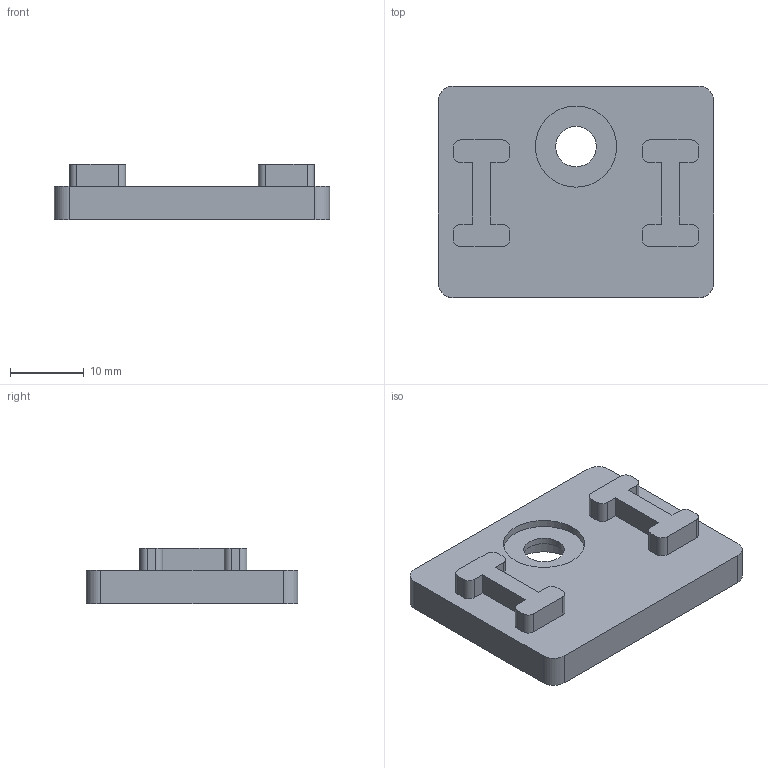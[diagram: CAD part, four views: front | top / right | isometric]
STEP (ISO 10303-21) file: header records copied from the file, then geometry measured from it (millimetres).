
FILE_DESCRIPTION (( 'STEP AP214' ), '1' );
FILE_NAME ('A19_26-00X.STEP', '2022-12-12T09:23:42', ( '' ), ( '' ), 'SwSTEP 2.0', 'SolidWorks 2019', '' );
FILE_SCHEMA (( 'AUTOMOTIVE_DESIGN' ));
Length unit declared in the file: millimetre
Products named in the file (1): A19_26-00X
Bounding box: 37.3 x 28.7 x 7.5 mm (x, y, z)
Volume: 4916.2 mm3; surface area: 3100.2 mm2
Topology: 1 solids, 1 shells, 115 faces, 318 edges, 212 vertices
Faces by surface type: plane 71, cylinder 26, bspline 18
Entity records: 4582 total; most frequent: CARTESIAN_POINT 1672, ORIENTED_EDGE 636, DIRECTION 530, EDGE_CURVE 318, VECTOR 230, LINE 230, VERTEX_POINT 212, AXIS2_PLACEMENT_3D 150
